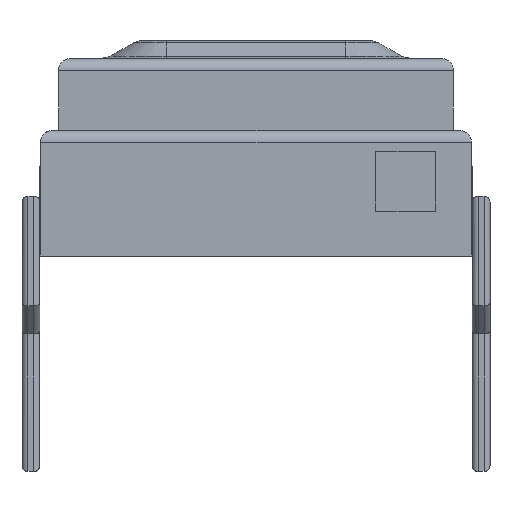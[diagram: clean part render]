
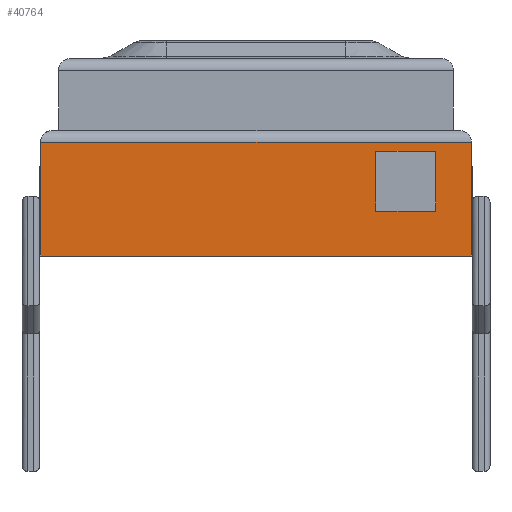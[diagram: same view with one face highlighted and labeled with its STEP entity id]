
A CAD part, left-side view. The second image highlights one B-rep face of the part: STEP entity #40764.
In plain terms, the highlighted planar face has unit normal (-1, 0, 0).
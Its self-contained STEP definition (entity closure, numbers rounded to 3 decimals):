
#265 = ORIENTED_EDGE ( 'NONE', *, *, #4981, .T. ) ;
#704 = DIRECTION ( 'NONE',  ( 0., 1., 0. ) ) ;
#1341 = CARTESIAN_POINT ( 'NONE',  ( -5., -2., 0. ) ) ;
#2025 = DIRECTION ( 'NONE',  ( 0., 0., -1. ) ) ;
#2083 = DIRECTION ( 'NONE',  ( 0., 0., -1. ) ) ;
#2420 = EDGE_CURVE ( 'NONE', #21885, #18070, #7766, .T. ) ;
#2872 = CARTESIAN_POINT ( 'NONE',  ( -5., -2., 0.75 ) ) ;
#3338 = FACE_OUTER_BOUND ( 'NONE', #9453, .T. ) ;
#3543 = ORIENTED_EDGE ( 'NONE', *, *, #16612, .T. ) ;
#4981 = EDGE_CURVE ( 'NONE', #28151, #8617, #38030, .T. ) ;
#5083 = EDGE_CURVE ( 'NONE', #35126, #12209, #24766, .T. ) ;
#6674 = LINE ( 'NONE', #38367, #30873 ) ;
#7766 = LINE ( 'NONE', #1341, #40312 ) ;
#8402 = CARTESIAN_POINT ( 'NONE',  ( -5., 3.6, 1.9 ) ) ;
#8617 = VERTEX_POINT ( 'NONE', #17456 ) ;
#8785 = LINE ( 'NONE', #12977, #24613 ) ;
#9049 = CARTESIAN_POINT ( 'NONE',  ( -5., -3., 1.75 ) ) ;
#9385 = CARTESIAN_POINT ( 'NONE',  ( -5., 3.6, 0. ) ) ;
#9453 = EDGE_LOOP ( 'NONE', ( #265, #39463, #21706, #3543 ) ) ;
#11111 = CARTESIAN_POINT ( 'NONE',  ( -5., 0., 0. ) ) ;
#12141 = EDGE_CURVE ( 'NONE', #13555, #29052, #6674, .T. ) ;
#12209 = VERTEX_POINT ( 'NONE', #26285 ) ;
#12523 = EDGE_CURVE ( 'NONE', #18070, #35126, #27349, .T. ) ;
#12598 = DIRECTION ( 'NONE',  ( 0., 0., 1. ) ) ;
#12977 = CARTESIAN_POINT ( 'NONE',  ( -5., -3.6, 0. ) ) ;
#13555 = VERTEX_POINT ( 'NONE', #32349 ) ;
#13928 = VECTOR ( 'NONE', #14168, 1000. ) ;
#14168 = DIRECTION ( 'NONE',  ( 0., -1., 0. ) ) ;
#15120 = EDGE_CURVE ( 'NONE', #13555, #8617, #8785, .T. ) ;
#15127 = ORIENTED_EDGE ( 'NONE', *, *, #31605, .T. ) ;
#15138 = DIRECTION ( 'NONE',  ( 0., -1., 0. ) ) ;
#15652 = CARTESIAN_POINT ( 'NONE',  ( -5., 3.6, 0.75 ) ) ;
#15947 = ORIENTED_EDGE ( 'NONE', *, *, #2420, .T. ) ;
#16153 = DIRECTION ( 'NONE',  ( 0., 0., -1. ) ) ;
#16612 = EDGE_CURVE ( 'NONE', #29052, #28151, #27417, .T. ) ;
#17456 = CARTESIAN_POINT ( 'NONE',  ( -5., -3.6, 0. ) ) ;
#17605 = CARTESIAN_POINT ( 'NONE',  ( -5., -2., 1.75 ) ) ;
#18070 = VERTEX_POINT ( 'NONE', #17605 ) ;
#20108 = FACE_BOUND ( 'NONE', #23942, .T. ) ;
#21073 = AXIS2_PLACEMENT_3D ( 'NONE', #9385, #31441, #12598 ) ;
#21706 = ORIENTED_EDGE ( 'NONE', *, *, #12141, .T. ) ;
#21749 = CARTESIAN_POINT ( 'NONE',  ( -5., 3.6, 0. ) ) ;
#21885 = VERTEX_POINT ( 'NONE', #2872 ) ;
#23942 = EDGE_LOOP ( 'NONE', ( #15947, #32571, #33468, #15127 ) ) ;
#24140 = CARTESIAN_POINT ( 'NONE',  ( -5., 3.6, 0. ) ) ;
#24613 = VECTOR ( 'NONE', #16153, 1000. ) ;
#24766 = LINE ( 'NONE', #36601, #40481 ) ;
#26285 = CARTESIAN_POINT ( 'NONE',  ( -5., -3., 0.75 ) ) ;
#26425 = VECTOR ( 'NONE', #2083, 1000. ) ;
#26531 = DIRECTION ( 'NONE',  ( 0., 0., 1. ) ) ;
#27349 = LINE ( 'NONE', #37135, #35724 ) ;
#27417 = LINE ( 'NONE', #24140, #26425 ) ;
#28151 = VERTEX_POINT ( 'NONE', #21749 ) ;
#29052 = VERTEX_POINT ( 'NONE', #8402 ) ;
#30873 = VECTOR ( 'NONE', #704, 1000. ) ;
#31441 = DIRECTION ( 'NONE',  ( -1., 0., 0. ) ) ;
#31605 = EDGE_CURVE ( 'NONE', #12209, #21885, #40048, .T. ) ;
#32349 = CARTESIAN_POINT ( 'NONE',  ( -5., -3.6, 1.9 ) ) ;
#32571 = ORIENTED_EDGE ( 'NONE', *, *, #12523, .T. ) ;
#33468 = ORIENTED_EDGE ( 'NONE', *, *, #5083, .T. ) ;
#34479 = PLANE ( 'NONE',  #21073 ) ;
#34493 = DIRECTION ( 'NONE',  ( 0., 1., 0. ) ) ;
#35126 = VERTEX_POINT ( 'NONE', #9049 ) ;
#35724 = VECTOR ( 'NONE', #15138, 1000. ) ;
#36601 = CARTESIAN_POINT ( 'NONE',  ( -5., -3., 0. ) ) ;
#37135 = CARTESIAN_POINT ( 'NONE',  ( -5., 3.6, 1.75 ) ) ;
#38030 = LINE ( 'NONE', #11111, #13928 ) ;
#38367 = CARTESIAN_POINT ( 'NONE',  ( -5., 3.6, 1.9 ) ) ;
#39060 = VECTOR ( 'NONE', #34493, 1000. ) ;
#39463 = ORIENTED_EDGE ( 'NONE', *, *, #15120, .F. ) ;
#40048 = LINE ( 'NONE', #15652, #39060 ) ;
#40312 = VECTOR ( 'NONE', #26531, 1000. ) ;
#40481 = VECTOR ( 'NONE', #2025, 1000. ) ;
#40764 = ADVANCED_FACE ( 'NONE', ( #20108, #3338 ), #34479, .T. ) ;
